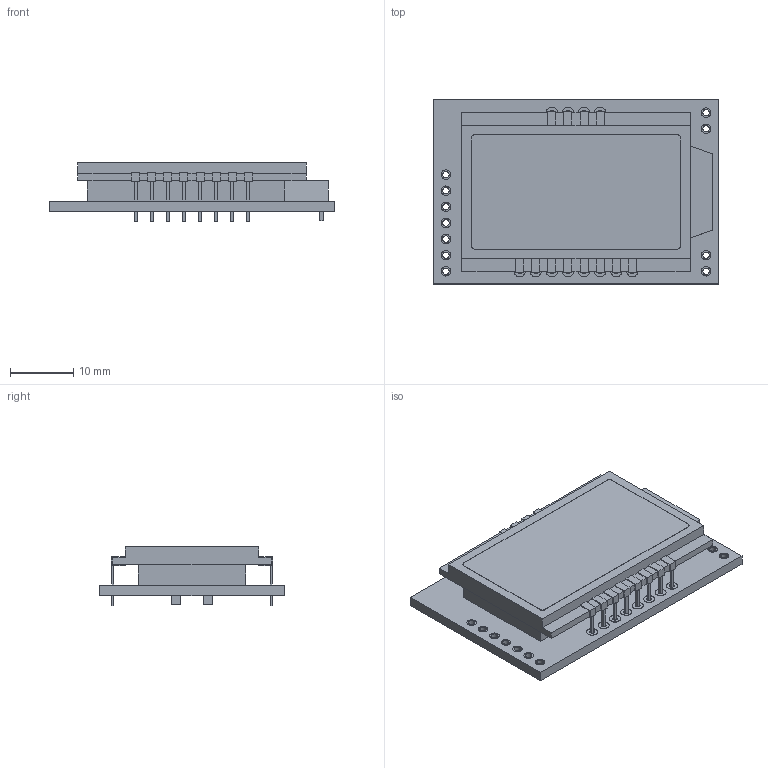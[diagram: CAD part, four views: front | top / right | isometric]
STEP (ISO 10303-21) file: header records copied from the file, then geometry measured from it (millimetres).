
FILE_DESCRIPTION(/* description */ (''),/* implementation_level */ '2;1');
FILE_NAME(/* name */ 'A3xx EFIS LCD Unit (STEP).step',/* time_stamp */ '2023-04-20T19:55:07+01:00',/* author */ (''),/* organization */ (''),/* preprocessor_version */ 'ST-DEVELOPER v19.2',/* originating_system */ 'Autodesk Translation Framework v12.4.0.73',/* authorisation */ '');
FILE_SCHEMA (('AUTOMOTIVE_DESIGN { 1 0 10303 214 3 1 1 }'));
Length unit declared in the file: millimetre
Products named in the file (1): EFIS
Bounding box: 45 x 29 x 9.3 mm (x, y, z)
Volume: 6472.9 mm3; surface area: 6860.2 mm2
Topology: 3 solids, 3 shells, 342 faces, 813 edges, 542 vertices
Faces by surface type: plane 257, cylinder 85
Full cylindrical faces by diameter (mm): 0.762 x12, 1 x11, 1.5 x22, 1.762 x24
Entity records: 10211 total; most frequent: CARTESIAN_POINT 1698, DIRECTION 1669, ORIENTED_EDGE 1626, EDGE_CURVE 813, LINE 643, VECTOR 643, VERTEX_POINT 542, AXIS2_PLACEMENT_3D 513
